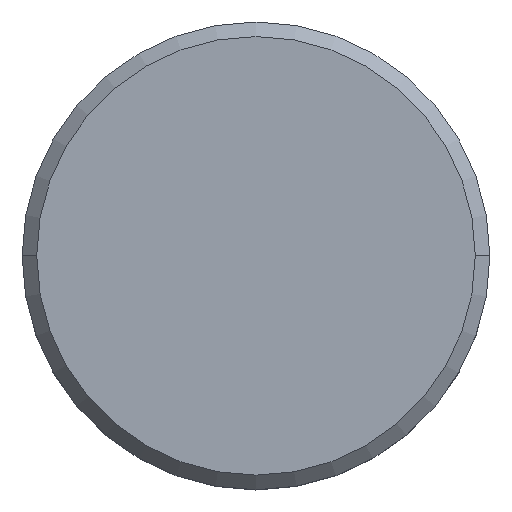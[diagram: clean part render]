
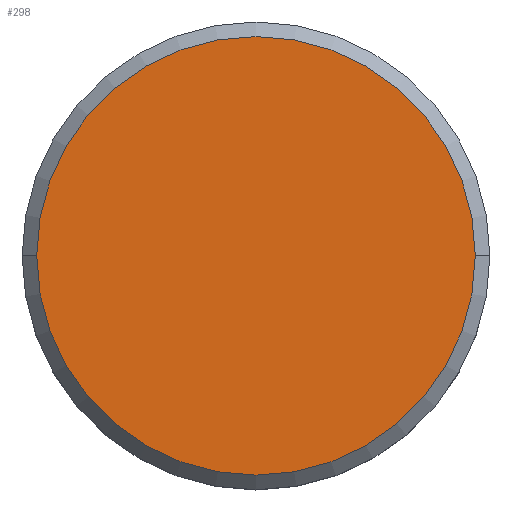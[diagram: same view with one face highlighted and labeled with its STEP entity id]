
A CAD part, top view. The second image highlights one B-rep face of the part: STEP entity #298.
In plain terms, the highlighted planar face has unit normal (0, 0, 1).
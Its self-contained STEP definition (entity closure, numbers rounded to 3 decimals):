
#55 = DIRECTION ( 'NONE',  ( 1., 0., 0. ) ) ;
#75 = FACE_OUTER_BOUND ( 'NONE', #448, .T. ) ;
#86 = DIRECTION ( 'NONE',  ( 1., 0., 0. ) ) ;
#124 = VERTEX_POINT ( 'NONE', #398 ) ;
#130 = ORIENTED_EDGE ( 'NONE', *, *, #318, .T. ) ;
#136 = AXIS2_PLACEMENT_3D ( 'NONE', #170, #449, #167 ) ;
#167 = DIRECTION ( 'NONE',  ( 1., 0., 0. ) ) ;
#170 = CARTESIAN_POINT ( 'NONE',  ( 0., 0., 0. ) ) ;
#178 = DIRECTION ( 'NONE',  ( 0., 0., 1. ) ) ;
#185 = CIRCLE ( 'NONE', #291, 7.5 ) ;
#192 = EDGE_CURVE ( 'NONE', #223, #124, #185, .T. ) ;
#223 = VERTEX_POINT ( 'NONE', #548 ) ;
#229 = ORIENTED_EDGE ( 'NONE', *, *, #192, .T. ) ;
#291 = AXIS2_PLACEMENT_3D ( 'NONE', #402, #499, #86 ) ;
#298 = ADVANCED_FACE ( 'NONE', ( #75 ), #554, .T. ) ;
#318 = EDGE_CURVE ( 'NONE', #124, #223, #562, .T. ) ;
#327 = CARTESIAN_POINT ( 'NONE',  ( 0., 0., 0. ) ) ;
#398 = CARTESIAN_POINT ( 'NONE',  ( -7.5, 0., 0. ) ) ;
#402 = CARTESIAN_POINT ( 'NONE',  ( 0., 0., 0. ) ) ;
#440 = AXIS2_PLACEMENT_3D ( 'NONE', #327, #178, #55 ) ;
#448 = EDGE_LOOP ( 'NONE', ( #130, #229 ) ) ;
#449 = DIRECTION ( 'NONE',  ( 0., 0., 1. ) ) ;
#499 = DIRECTION ( 'NONE',  ( 0., 0., 1. ) ) ;
#548 = CARTESIAN_POINT ( 'NONE',  ( 7.5, 0., 0. ) ) ;
#554 = PLANE ( 'NONE',  #136 ) ;
#562 = CIRCLE ( 'NONE', #440, 7.5 ) ;
